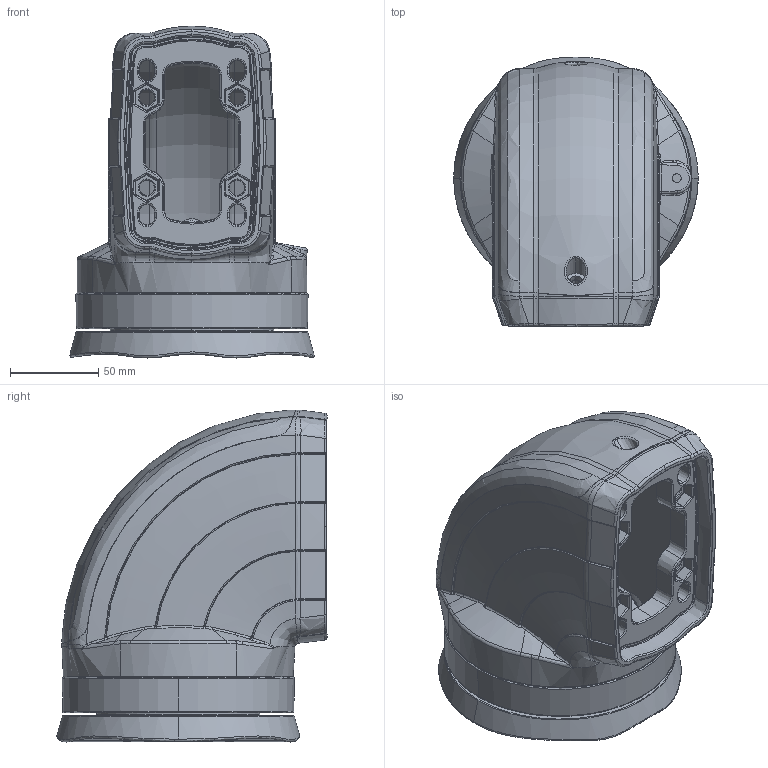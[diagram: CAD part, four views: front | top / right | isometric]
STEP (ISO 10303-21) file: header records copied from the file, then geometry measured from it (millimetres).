
FILE_DESCRIPTION (( 'STEP AP203' ), '1' );
FILE_NAME ('TK120.410.STEP', '2016-05-06T08:49:30', ( '' ), ( '' ), 'SwSTEP 2.0', 'SolidWorks 2013', '' );
FILE_SCHEMA (( 'CONFIG_CONTROL_DESIGN' ));
Length unit declared in the file: millimetre
Products named in the file (3): TK120.410; TK120.400_Varsay考an; TK040_D_Varsay考an
Assembly tree (2 placements, depth 2):
  TK120.410
    TK120.400_Varsay考an
    TK040_D_Varsay考an
Bounding box: 138.2 x 152.74 x 187.76 mm (x, y, z)
Volume: 809386.7 mm3; surface area: 244376.3 mm2
Topology: 4 solids, 26 shells, 2447 faces, 5963 edges, 3558 vertices
Faces by surface type: bspline 1023, torus 409, cone 404, plane 292, cylinder 271, sphere 48
Entity records: 132159 total; most frequent: CARTESIAN_POINT 82448, ORIENTED_EDGE 11754, DIRECTION 8604, EDGE_CURVE 5877, AXIS2_PLACEMENT_3D 3868, VERTEX_POINT 3558, EDGE_LOOP 2583, FACE_OUTER_BOUND 2447
